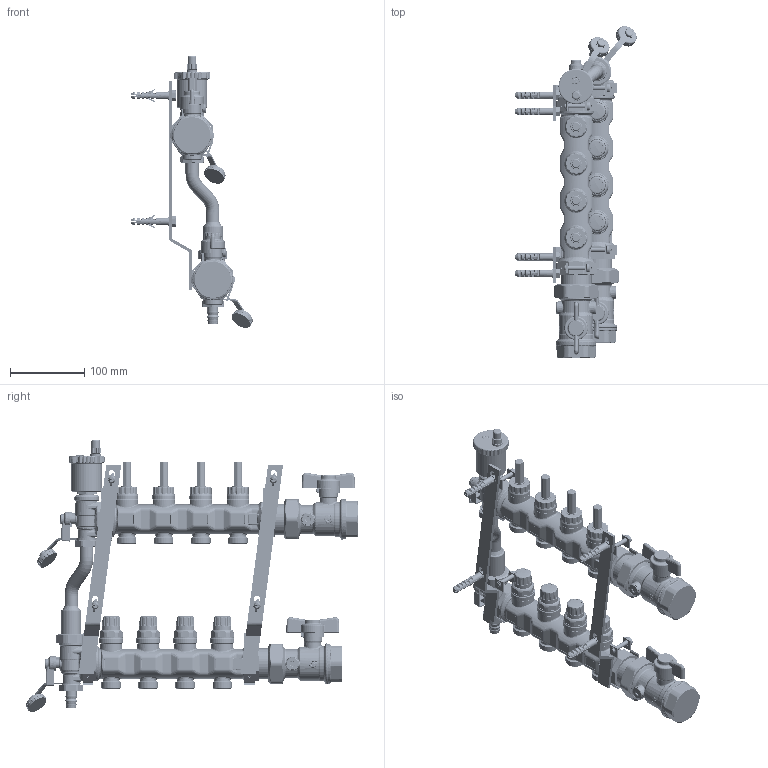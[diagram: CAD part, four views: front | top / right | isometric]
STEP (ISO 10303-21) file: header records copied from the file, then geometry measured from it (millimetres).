
FILE_DESCRIPTION(('CATIA V5 STEP Exchange','CAx-IF Rec.Pracs.--- Model Styling and Organization---1.5--- 2016-08-15','CAx-IF Rec.Pracs.---Supplemental Geometry---1.0---2011-11-01','CAx-IF Rec.Pracs.--- Composite Materials ---3.4---2017-06-13','CAx-IF Rec.Pracs.---Tessellated 3D Geometry---1.0---2015-12-17'),'2;1');
FILE_NAME('STEP_6687D5S1_-_TST.stp','2025-06-25T11:46:12+00:00',('none'),('none'),'CATIA Version 5-6 Release 2020 SP5','CATIA V5 STEP AP242 v2','none');
FILE_SCHEMA(('AP242_MANAGED_MODEL_BASED_3D_ENGINEERING_MIM_LF {1 0 10303 442 1 1 4}'));
Products named in the file (1): 6687D5S1 - TST
Bounding box: 163.75 x 448.32 x 367.75 mm (x, y, z)
Volume: 1701758.7 mm3; surface area: 329923.5 mm2
Topology: 5 solids, 23 shells, 10853 faces, 27473 edges, 16236 vertices
Faces by surface type: cylinder 2933, plane 2909, bspline 2865, torus 828, cone 813, sphere 445, revolution 60
Entity records: 477737 total; most frequent: CARTESIAN_POINT 262682, ORIENTED_EDGE 53788, EDGE_CURVE 26894, DIRECTION 25779, VERTEX_POINT 16236, B_SPLINE_CURVE_WITH_KNOTS 12829, AXIS2_PLACEMENT_3D 11857, EDGE_LOOP 11159
